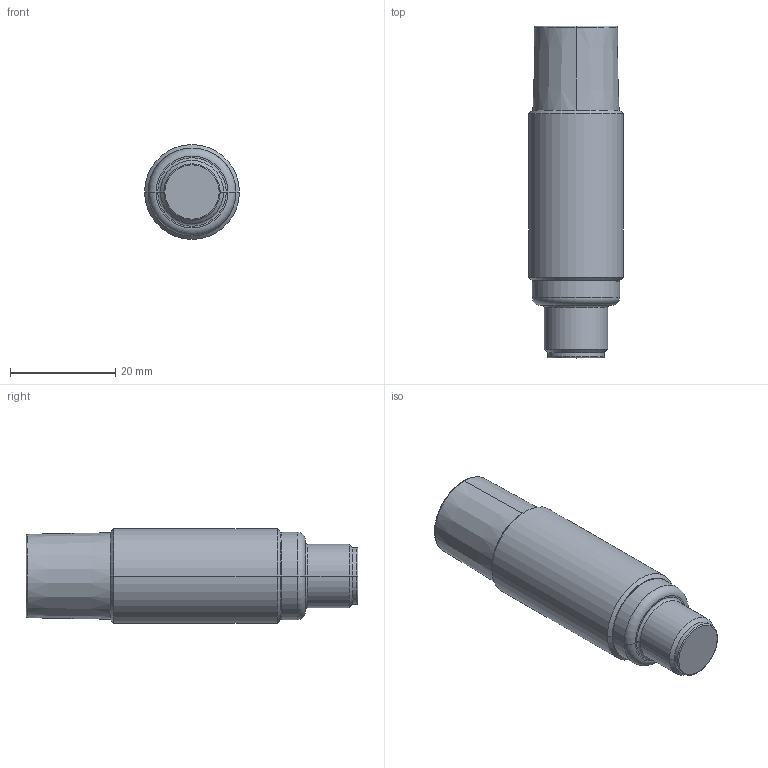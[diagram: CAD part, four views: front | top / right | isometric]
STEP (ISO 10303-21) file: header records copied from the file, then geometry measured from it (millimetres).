
FILE_DESCRIPTION((''),'2;1');
FILE_NAME('DM_CAD-6658_SW0001','2019-04-15T11:33:36',('creinig-se'),(''),'CREO PARAMETRIC BY PTC INC, 2018420','CREO PARAMETRIC BY PTC INC, 2018420','');
FILE_SCHEMA(('CONFIG_CONTROL_DESIGN','SHAPE_APPEARANCE_LAYERS_GROUPS'));
Length unit declared in the file: millimetre
Products named in the file (1): DM_CAD-6658_SW0001
Bounding box: 18 x 63 x 18 mm (x, y, z)
Volume: 13556 mm3; surface area: 3647.2 mm2
Topology: 1 solids, 1 shells, 31 faces, 111 edges, 136 vertices
Faces by surface type: torus 10, cylinder 8, cone 8, plane 5
Entity records: 1527 total; most frequent: DIRECTION 235, CARTESIAN_POINT 177, ORIENTED_EDGE 120, AXIS2_PLACEMENT_3D 92, PRESENTATION_STYLE_ASSIGNMENT 83, STYLED_ITEM 83, CIRCLE 60, EDGE_CURVE 60
